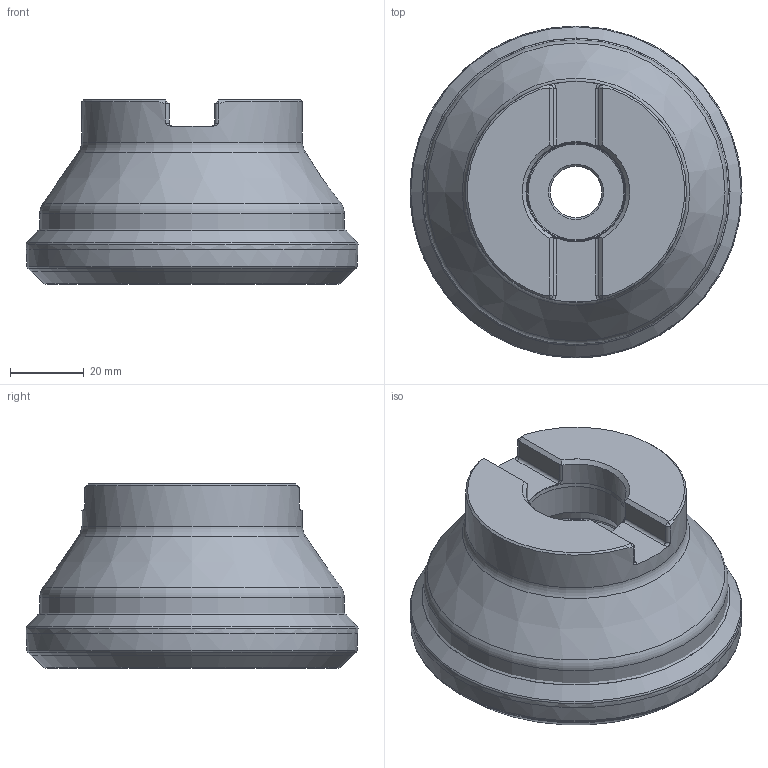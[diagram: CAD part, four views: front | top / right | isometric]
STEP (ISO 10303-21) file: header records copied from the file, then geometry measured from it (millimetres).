
FILE_DESCRIPTION(/* description */ (''),/* implementation_level */ '2;1');
FILE_NAME(/* name */ '80A05R_S45OE06Z_C_115010140ndi000_00_SIM.stp',/* time_stamp */ '2020-01-17T10:01:27+01:00',/* author */ (''),/* organization */ (''),/* preprocessor_version */ 'ST-DEVELOPER v16.7',/* originating_system */ 'SIEMENS PLM Software NX 12.0',/* authorisation */ '');
FILE_SCHEMA (('AUTOMOTIVE_DESIGN { 1 0 10303 214 3 1 1 1 }'));
Length unit declared in the file: millimetre
Products named in the file (1): hc7230580C3A8p7f
Bounding box: 90.19 x 90.19 x 50 mm (x, y, z)
Volume: 216073.6 mm3; surface area: 36783.2 mm2
Topology: 2 solids, 2 shells, 109 faces, 262 edges, 152 vertices
Faces by surface type: revolution 26, cylinder 24, cone 21, plane 19, torus 19
Full cylindrical faces by diameter (mm): 14 x1, 27.006 x1, 27.2 x1, 38.1 x1, 60 x1, 82.743 x1
Entity records: 3029 total; most frequent: CARTESIAN_POINT 824, DIRECTION 450, ORIENTED_EDGE 368, AXIS2_PLACEMENT_3D 188, EDGE_CURVE 184, EDGE_LOOP 168, VERTEX_POINT 134, FACE_BOUND 118
